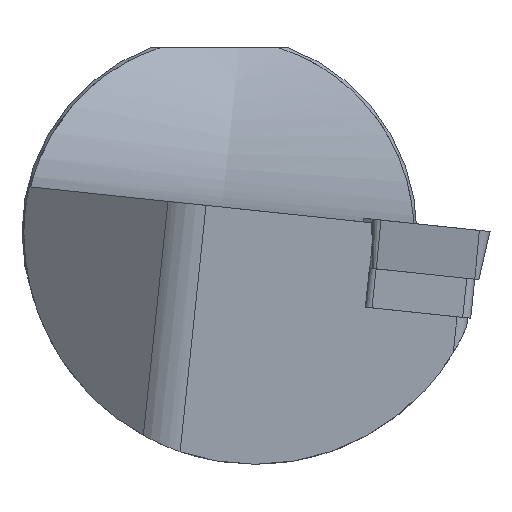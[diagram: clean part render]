
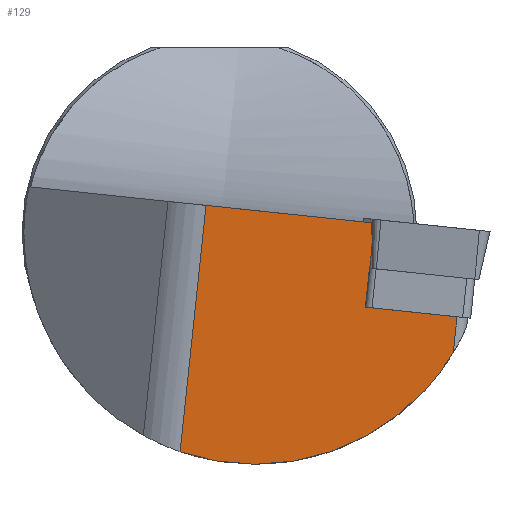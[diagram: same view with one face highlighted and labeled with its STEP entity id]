
A CAD part, left-side view. The second image highlights one B-rep face of the part: STEP entity #129.
In plain terms, the highlighted planar face has unit normal (-0.996, 0.086, 0.009).
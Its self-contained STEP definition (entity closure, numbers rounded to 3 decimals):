
#75=ELLIPSE('',#882,18.821,18.75);
#81=B_SPLINE_CURVE_WITH_KNOTS('',3,(#1179,#1180,#1181,#1182),
 .UNSPECIFIED.,.F.,.F.,(4,4),(0.,1.),.UNSPECIFIED.);
#106=B_SPLINE_CURVE_WITH_KNOTS('',3,(#1879,#1880,#1881,#1882,#1883,#1884,
#1885),.UNSPECIFIED.,.F.,.F.,(4,3,4),(0.,0.838,1.),
 .UNSPECIFIED.);
#129=ADVANCED_FACE('',(#198),#164,.F.);
#164=PLANE('',#883);
#198=FACE_OUTER_BOUND('',#245,.T.);
#245=EDGE_LOOP('',(#406,#407,#408,#409,#410,#411,#412,#413,#414));
#406=ORIENTED_EDGE('',*,*,#684,.T.);
#407=ORIENTED_EDGE('',*,*,#615,.T.);
#408=ORIENTED_EDGE('',*,*,#625,.T.);
#409=ORIENTED_EDGE('',*,*,#685,.T.);
#410=ORIENTED_EDGE('',*,*,#634,.T.);
#411=ORIENTED_EDGE('',*,*,#676,.T.);
#412=ORIENTED_EDGE('',*,*,#686,.T.);
#413=ORIENTED_EDGE('',*,*,#687,.T.);
#414=ORIENTED_EDGE('',*,*,#682,.F.);
#537=VERTEX_POINT('',#1141);
#538=VERTEX_POINT('',#1142);
#547=VERTEX_POINT('',#1162);
#553=VERTEX_POINT('',#1183);
#554=VERTEX_POINT('',#1184);
#583=VERTEX_POINT('',#1878);
#586=VERTEX_POINT('',#2158);
#587=VERTEX_POINT('',#2160);
#588=VERTEX_POINT('',#2173);
#615=EDGE_CURVE('',#537,#538,#734,.T.);
#625=EDGE_CURVE('',#538,#547,#742,.T.);
#634=EDGE_CURVE('',#553,#554,#81,.T.);
#676=EDGE_CURVE('',#554,#583,#106,.T.);
#682=EDGE_CURVE('',#586,#587,#761,.T.);
#684=EDGE_CURVE('',#586,#537,#762,.T.);
#685=EDGE_CURVE('',#547,#553,#763,.T.);
#686=EDGE_CURVE('',#583,#588,#764,.T.);
#687=EDGE_CURVE('',#588,#587,#75,.T.);
#734=LINE('',#1140,#792);
#742=LINE('',#1163,#800);
#761=LINE('',#2159,#819);
#762=LINE('',#2170,#820);
#763=LINE('',#2171,#821);
#764=LINE('',#2172,#822);
#792=VECTOR('',#929,1.);
#800=VECTOR('',#945,1.);
#819=VECTOR('',#1016,1.);
#820=VECTOR('',#1019,1.);
#821=VECTOR('',#1020,1.);
#822=VECTOR('',#1021,1.);
#882=AXIS2_PLACEMENT_3D('',#2174,#1022,#1023);
#883=AXIS2_PLACEMENT_3D('',#2175,#1024,#1025);
#929=DIRECTION('',(0.087,0.991,0.104));
#945=DIRECTION('',(0.,-0.105,0.995));
#1016=DIRECTION('',(0.,0.105,-0.995));
#1019=DIRECTION('',(0.087,0.991,0.104));
#1020=DIRECTION('',(0.011,0.019,1.));
#1021=DIRECTION('',(0.,0.105,-0.995));
#1022=DIRECTION('',(-0.996,0.086,0.009));
#1023=DIRECTION('',(-0.087,-0.991,-0.104));
#1024=DIRECTION('',(0.996,-0.086,-0.009));
#1025=DIRECTION('',(0.086,0.996,0.));
#1140=CARTESIAN_POINT('',(2.99,1.806,-4.587));
#1141=CARTESIAN_POINT('',(1.788,-11.932,-6.031));
#1142=CARTESIAN_POINT('',(1.796,-11.841,-6.022));
#1162=CARTESIAN_POINT('',(1.796,-12.371,-0.979));
#1163=CARTESIAN_POINT('',(1.796,-14.922,23.296));
#1179=CARTESIAN_POINT('',(1.815,-12.337,0.814));
#1180=CARTESIAN_POINT('',(1.825,-12.229,0.825));
#1181=CARTESIAN_POINT('',(1.834,-12.121,0.836));
#1182=CARTESIAN_POINT('',(1.844,-12.014,0.848));
#1183=CARTESIAN_POINT('',(1.815,-12.337,0.814));
#1184=CARTESIAN_POINT('',(1.844,-12.014,0.848));
#1878=CARTESIAN_POINT('',(2.99,1.09,2.225));
#1879=CARTESIAN_POINT('',(1.844,-12.014,0.848));
#1880=CARTESIAN_POINT('',(2.164,-8.353,1.233));
#1881=CARTESIAN_POINT('',(2.484,-4.692,1.617));
#1882=CARTESIAN_POINT('',(2.804,-1.031,2.002));
#1883=CARTESIAN_POINT('',(2.866,-0.324,2.077));
#1884=CARTESIAN_POINT('',(2.928,0.383,2.151));
#1885=CARTESIAN_POINT('',(2.99,1.09,2.225));
#2158=CARTESIAN_POINT('',(1.149,-19.247,-6.8));
#2159=CARTESIAN_POINT('',(1.149,-63.091,410.355));
#2160=CARTESIAN_POINT('',(1.149,-18.941,-9.708));
#2170=CARTESIAN_POINT('',(2.99,1.806,-4.587));
#2171=CARTESIAN_POINT('',(1.778,-12.404,-2.716));
#2172=CARTESIAN_POINT('',(2.99,-42.039,412.568));
#2173=CARTESIAN_POINT('',(2.99,3.188,-17.734));
#2174=CARTESIAN_POINT('',(2.624,-2.9,0.));
#2175=CARTESIAN_POINT('',(2.99,-42.039,412.568));
